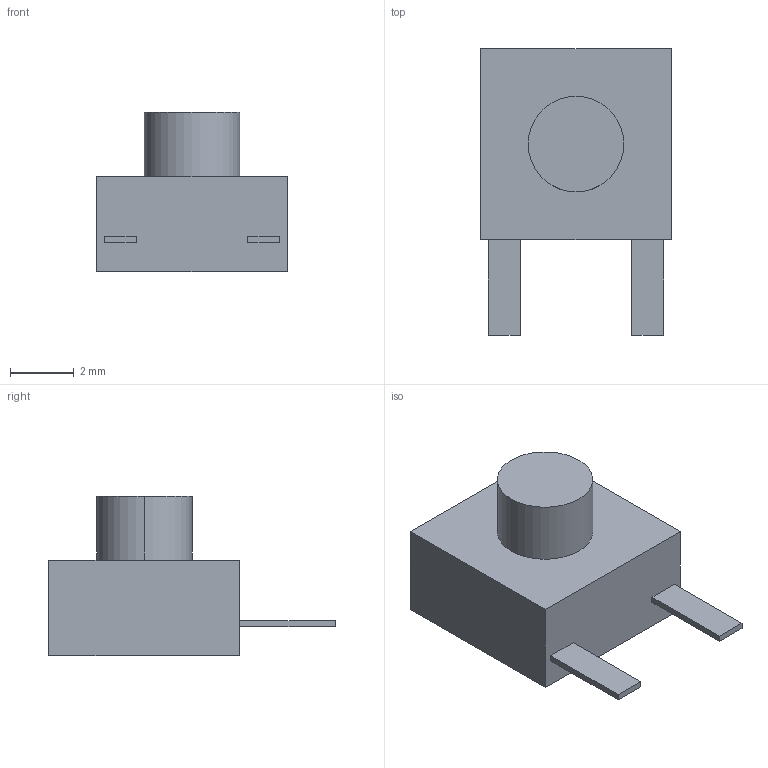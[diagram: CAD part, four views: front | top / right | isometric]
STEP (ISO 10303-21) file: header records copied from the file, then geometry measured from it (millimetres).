
FILE_DESCRIPTION (( 'STEP AP214' ), '1' );
FILE_NAME ('but6x6x5-R.STEP', '2016-09-06T07:02:05', ( '' ), ( '' ), 'SwSTEP 2.0', 'SolidWorks 2016', '' );
FILE_SCHEMA (( 'AUTOMOTIVE_DESIGN' ));
Length unit declared in the file: millimetre
Products named in the file (1): but6x6x5-R
Bounding box: 6 x 9 x 5 mm (x, y, z)
Volume: 123.3 mm3; surface area: 177.2 mm2
Topology: 1 solids, 1 shells, 19 faces, 42 edges, 28 vertices
Faces by surface type: plane 17, cylinder 2
Entity records: 653 total; most frequent: CARTESIAN_POINT 90, DIRECTION 86, ORIENTED_EDGE 84, EDGE_CURVE 42, VECTOR 38, LINE 38, VERTEX_POINT 28, AXIS2_PLACEMENT_3D 24
